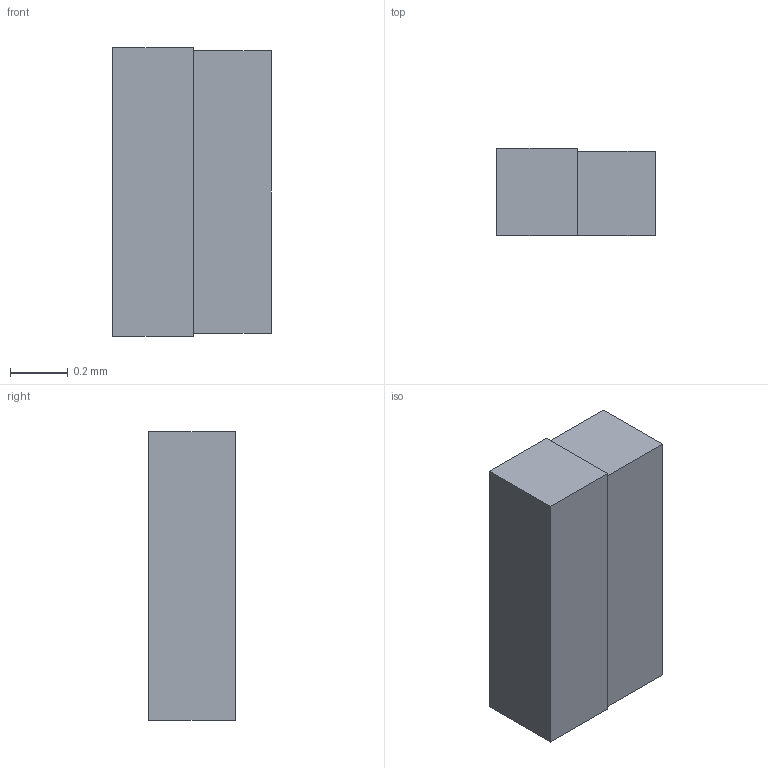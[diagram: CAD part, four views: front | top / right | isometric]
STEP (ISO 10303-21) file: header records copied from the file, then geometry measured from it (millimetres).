
FILE_DESCRIPTION (( 'STEP AP214' ), '1' );
FILE_NAME ('HSMQ-C230_LED_green_right_angle_0402.STEP', '2020-05-26T13:19:41', ( '' ), ( '' ), 'SwSTEP 2.0', 'SolidWorks 2018', '' );
FILE_SCHEMA (( 'AUTOMOTIVE_DESIGN' ));
Length unit declared in the file: millimetre
Products named in the file (1): HSMQ-C230_LED_green_right_angle_0402
Bounding box: 0.55 x 0.3 x 1 mm (x, y, z)
Volume: 0.2 mm3; surface area: 2.6 mm2
Topology: 2 solids, 2 shells, 12 faces, 24 edges, 16 vertices
Faces by surface type: plane 12
Entity records: 483 total; most frequent: CARTESIAN_POINT 53, DIRECTION 50, ORIENTED_EDGE 48, VECTOR 24, EDGE_CURVE 24, LINE 24, VERTEX_POINT 16, UNCERTAINTY_MEASURE_WITH_UNIT 16
